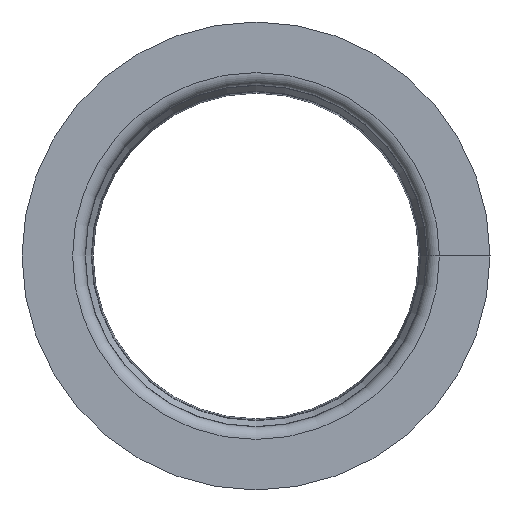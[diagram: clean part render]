
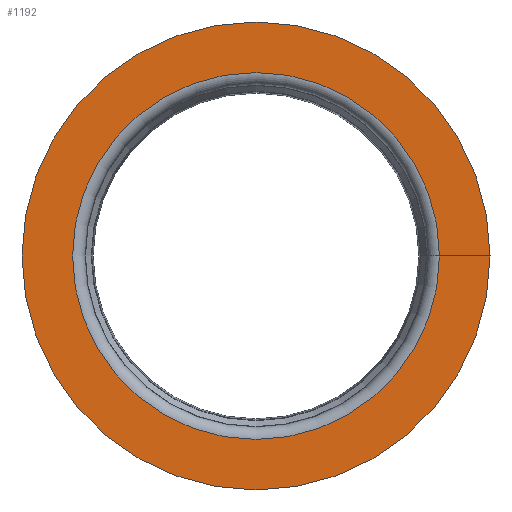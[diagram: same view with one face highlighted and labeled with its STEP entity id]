
A CAD part, front view. The second image highlights one B-rep face of the part: STEP entity #1192.
In plain terms, the highlighted planar face has unit normal (0, -1, 0).
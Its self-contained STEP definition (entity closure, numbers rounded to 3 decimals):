
#112=CARTESIAN_POINT('',(52.525,-0.5,0.001));
#113=VERTEX_POINT('',#112);
#708=CARTESIAN_POINT('',(52.525,-0.5,0.0));
#709=VERTEX_POINT('',#708);
#740=CARTESIAN_POINT('',(67.0,-0.5,0.0));
#741=VERTEX_POINT('',#740);
#742=CARTESIAN_POINT('',(52.525,-0.5,0.0));
#743=DIRECTION('',(1.0,0.0,0.0));
#744=VECTOR('',#743,14.475);
#745=LINE('',#742,#744);
#746=EDGE_CURVE('',#709,#741,#745,.T.);
#1156=CARTESIAN_POINT('',(0.0,-0.5,0.0));
#1157=DIRECTION('',(0.0,1.0,0.0));
#1158=DIRECTION('',(1.0,0.0,0.0));
#1159=AXIS2_PLACEMENT_3D('',#1156,#1157,#1158);
#1160=CIRCLE('',#1159,52.525);
#1161=EDGE_CURVE('',#709,#113,#1160,.T.);
#1168=CARTESIAN_POINT('',(52.525,-0.5,0.001));
#1169=DIRECTION('',(0.0,-1.0,0.0));
#1170=DIRECTION('',(0.0,0.0,-1.0));
#1171=AXIS2_PLACEMENT_3D('',#1168,#1169,#1170);
#1172=PLANE('',#1171);
#1173=CARTESIAN_POINT('',(67.,-0.5,0.001));
#1174=VERTEX_POINT('',#1173);
#1175=CARTESIAN_POINT('',(52.525,-0.5,0.001));
#1176=DIRECTION('',(1.,0.,0.));
#1177=VECTOR('',#1176,14.475);
#1178=LINE('',#1175,#1177);
#1179=EDGE_CURVE('',#113,#1174,#1178,.T.);
#1180=ORIENTED_EDGE('',*,*,#1179,.T.);
#1181=CARTESIAN_POINT('',(0.0,-0.5,0.0));
#1182=DIRECTION('',(0.0,1.0,0.0));
#1183=DIRECTION('',(1.0,0.0,0.0));
#1184=AXIS2_PLACEMENT_3D('',#1181,#1182,#1183);
#1185=CIRCLE('',#1184,67.0);
#1186=EDGE_CURVE('',#741,#1174,#1185,.T.);
#1187=ORIENTED_EDGE('',*,*,#1186,.F.);
#1188=ORIENTED_EDGE('',*,*,#746,.F.);
#1189=ORIENTED_EDGE('',*,*,#1161,.T.);
#1190=EDGE_LOOP('',(#1180,#1187,#1188,#1189));
#1191=FACE_OUTER_BOUND('',#1190,.T.);
#1192=ADVANCED_FACE('',(#1191),#1172,.T.);
